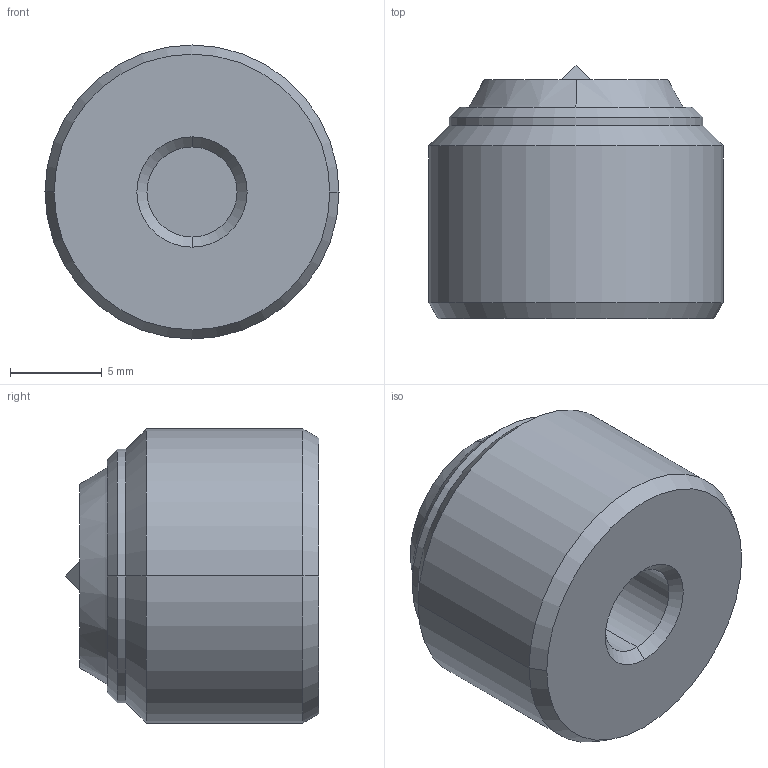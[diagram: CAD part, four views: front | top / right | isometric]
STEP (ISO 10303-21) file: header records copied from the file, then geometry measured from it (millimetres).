
FILE_DESCRIPTION(('STEP AP214'),'1');
FILE_NAME('HALDERN_EH_22620_0233.stp','2017-07-04T08:51:48',('TraceParts'),('TraceParts S.A.'),'Spatial InterOp 3D',' ',' ');
FILE_SCHEMA(('automotive_design'));
Length unit declared in the file: millimetre
Products named in the file (2): HALDERN_EH_22620_0233_1; HALDERN_EH_22620_0233_2
Bounding box: 16 x 13.8 x 16 mm (x, y, z)
Volume: 2181.3 mm3; surface area: 1578.7 mm2
Topology: 2 solids, 2 shells, 36 faces, 72 edges, 43 vertices
Faces by surface type: cone 14, cylinder 12, plane 10
Entity records: 1257 total; most frequent: DIRECTION 186, CARTESIAN_POINT 153, ORIENTED_EDGE 144, AXIS2_PLACEMENT_3D 76, EDGE_CURVE 72, VERTEX_POINT 43, EDGE_LOOP 41, CIRCLE 38
